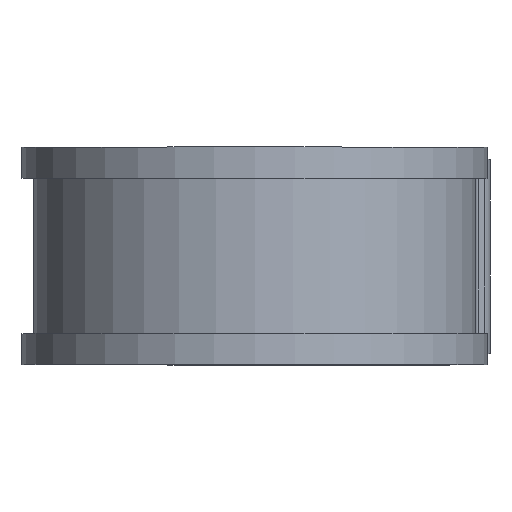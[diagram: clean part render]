
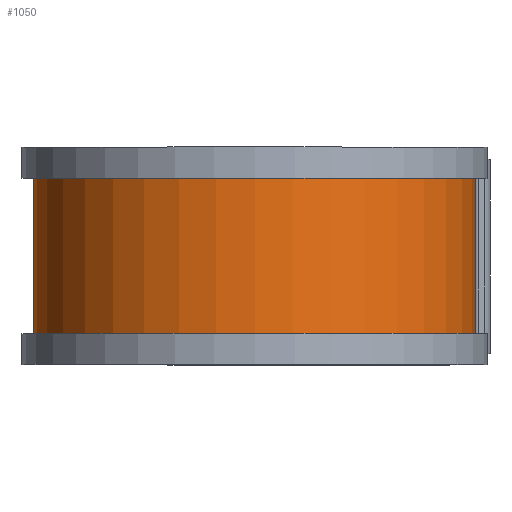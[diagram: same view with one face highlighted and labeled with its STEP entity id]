
A CAD part, top view. The second image highlights one B-rep face of the part: STEP entity #1050.
In plain terms, the highlighted cylindrical face has radius 28.931 mm (diameter 57.861 mm), a partial arc.
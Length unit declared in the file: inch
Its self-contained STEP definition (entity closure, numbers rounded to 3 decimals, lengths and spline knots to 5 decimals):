
#93 = AXIS2_PLACEMENT_3D ( 'NONE', #1628, #1632, #1646 ) ;
#224 = CARTESIAN_POINT ( 'NONE',  ( 1.139, 0.4, 0. ) ) ;
#227 = ORIENTED_EDGE ( 'NONE', *, *, #507, .T. ) ;
#300 = DIRECTION ( 'NONE',  ( 0., -1., 0. ) ) ;
#306 = DIRECTION ( 'NONE',  ( 0., 0., -1. ) ) ;
#322 = CARTESIAN_POINT ( 'NONE',  ( 1.139, 0.5, 0. ) ) ;
#440 = CIRCLE ( 'NONE', #93, 1.139 ) ;
#441 = EDGE_CURVE ( 'NONE', #1602, #712, #440, .T. ) ;
#487 = DIRECTION ( 'NONE',  ( 0., -1., 0. ) ) ;
#507 = EDGE_CURVE ( 'NONE', #712, #1295, #734, .T. ) ;
#569 = CARTESIAN_POINT ( 'NONE',  ( 0., 0.5, -1.139 ) ) ;
#587 = DIRECTION ( 'NONE',  ( 0., -1., 0. ) ) ;
#696 = CARTESIAN_POINT ( 'NONE',  ( 1.139, -0.4, 0. ) ) ;
#712 = VERTEX_POINT ( 'NONE', #1110 ) ;
#734 = LINE ( 'NONE', #569, #1440 ) ;
#760 = AXIS2_PLACEMENT_3D ( 'NONE', #1364, #300, #306 ) ;
#890 = VECTOR ( 'NONE', #1006, 39.37008 ) ;
#931 = LINE ( 'NONE', #322, #890 ) ;
#994 = ORIENTED_EDGE ( 'NONE', *, *, #1239, .F. ) ;
#996 = ORIENTED_EDGE ( 'NONE', *, *, #1544, .F. ) ;
#1006 = DIRECTION ( 'NONE',  ( 0., -1., 0. ) ) ;
#1050 = ADVANCED_FACE ( 'NONE', ( #1208 ), #1169, .T. ) ;
#1110 = CARTESIAN_POINT ( 'NONE',  ( 0., 0.4, -1.139 ) ) ;
#1169 = CYLINDRICAL_SURFACE ( 'NONE', #760, 1.139 ) ;
#1207 = CIRCLE ( 'NONE', #1347, 1.139 ) ;
#1208 = FACE_OUTER_BOUND ( 'NONE', #1385, .T. ) ;
#1239 = EDGE_CURVE ( 'NONE', #1469, #1295, #1207, .T. ) ;
#1276 = CARTESIAN_POINT ( 'NONE',  ( 0., -0.4, 0. ) ) ;
#1295 = VERTEX_POINT ( 'NONE', #1576 ) ;
#1347 = AXIS2_PLACEMENT_3D ( 'NONE', #1276, #487, #1418 ) ;
#1364 = CARTESIAN_POINT ( 'NONE',  ( 0., 0.5, 0. ) ) ;
#1385 = EDGE_LOOP ( 'NONE', ( #996, #1489, #227, #994 ) ) ;
#1418 = DIRECTION ( 'NONE',  ( 0., 0., -1. ) ) ;
#1440 = VECTOR ( 'NONE', #587, 39.37008 ) ;
#1469 = VERTEX_POINT ( 'NONE', #696 ) ;
#1489 = ORIENTED_EDGE ( 'NONE', *, *, #441, .T. ) ;
#1544 = EDGE_CURVE ( 'NONE', #1602, #1469, #931, .T. ) ;
#1576 = CARTESIAN_POINT ( 'NONE',  ( 0., -0.4, -1.139 ) ) ;
#1602 = VERTEX_POINT ( 'NONE', #224 ) ;
#1628 = CARTESIAN_POINT ( 'NONE',  ( 0., 0.4, 0. ) ) ;
#1632 = DIRECTION ( 'NONE',  ( 0., -1., 0. ) ) ;
#1646 = DIRECTION ( 'NONE',  ( 0., 0., -1. ) ) ;
